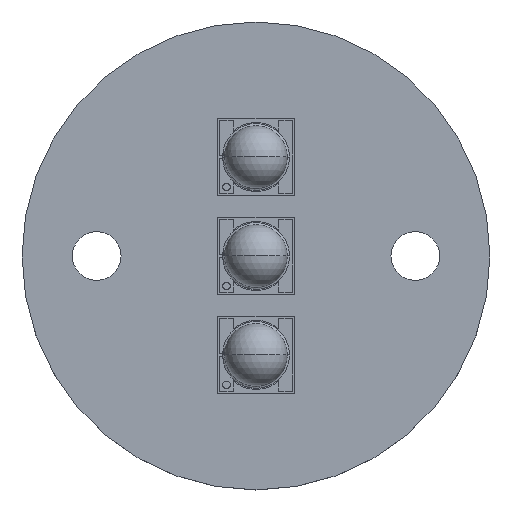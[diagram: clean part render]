
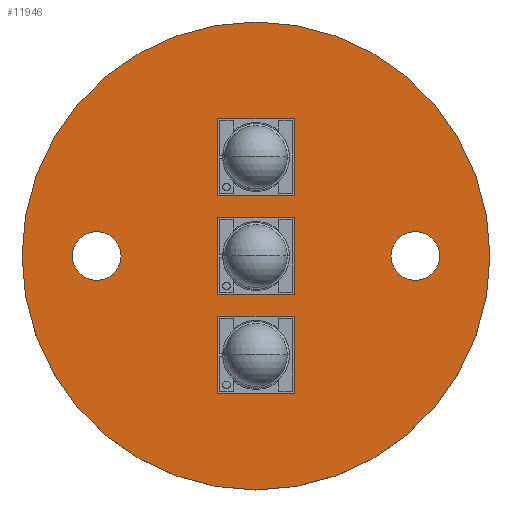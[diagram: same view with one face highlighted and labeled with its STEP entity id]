
A CAD part, top view. The second image highlights one B-rep face of the part: STEP entity #11946.
In plain terms, the highlighted planar face has unit normal (0, 0, 1).
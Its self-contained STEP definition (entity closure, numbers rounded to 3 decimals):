
#11839 = VERTEX_POINT('',#11840);
#11840 = CARTESIAN_POINT('',(158.39,-86.31,1.6));
#11846 = EDGE_CURVE('',#11839,#11839,#11847,.T.);
#11847 = CIRCLE('',#11848,10.5);
#11848 = AXIS2_PLACEMENT_3D('',#11849,#11850,#11851);
#11849 = CARTESIAN_POINT('',(147.89,-86.31,1.6));
#11850 = DIRECTION('',(0.,0.,1.));
#11851 = DIRECTION('',(1.,0.,-0.));
#11872 = VERTEX_POINT('',#11873);
#11873 = CARTESIAN_POINT('',(141.832,-86.31,1.6));
#11879 = EDGE_CURVE('',#11872,#11872,#11880,.T.);
#11880 = CIRCLE('',#11881,1.092);
#11881 = AXIS2_PLACEMENT_3D('',#11882,#11883,#11884);
#11882 = CARTESIAN_POINT('',(140.74,-86.31,1.6));
#11883 = DIRECTION('',(0.,0.,1.));
#11884 = DIRECTION('',(1.,0.,-0.));
#11905 = VERTEX_POINT('',#11906);
#11906 = CARTESIAN_POINT('',(156.132,-86.31,1.6));
#11912 = EDGE_CURVE('',#11905,#11905,#11913,.T.);
#11913 = CIRCLE('',#11914,1.092);
#11914 = AXIS2_PLACEMENT_3D('',#11915,#11916,#11917);
#11915 = CARTESIAN_POINT('',(155.04,-86.31,1.6));
#11916 = DIRECTION('',(0.,0.,1.));
#11917 = DIRECTION('',(1.,0.,-0.));
#11946 = ADVANCED_FACE('',(#11947,#11950,#11953),#11956,.T.);
#11947 = FACE_BOUND('',#11948,.T.);
#11948 = EDGE_LOOP('',(#11949));
#11949 = ORIENTED_EDGE('',*,*,#11846,.T.);
#11950 = FACE_BOUND('',#11951,.F.);
#11951 = EDGE_LOOP('',(#11952));
#11952 = ORIENTED_EDGE('',*,*,#11879,.T.);
#11953 = FACE_BOUND('',#11954,.F.);
#11954 = EDGE_LOOP('',(#11955));
#11955 = ORIENTED_EDGE('',*,*,#11912,.T.);
#11956 = PLANE('',#11957);
#11957 = AXIS2_PLACEMENT_3D('',#11958,#11959,#11960);
#11958 = CARTESIAN_POINT('',(0.,0.,1.6));
#11959 = DIRECTION('',(0.,0.,1.));
#11960 = DIRECTION('',(1.,0.,-0.));
